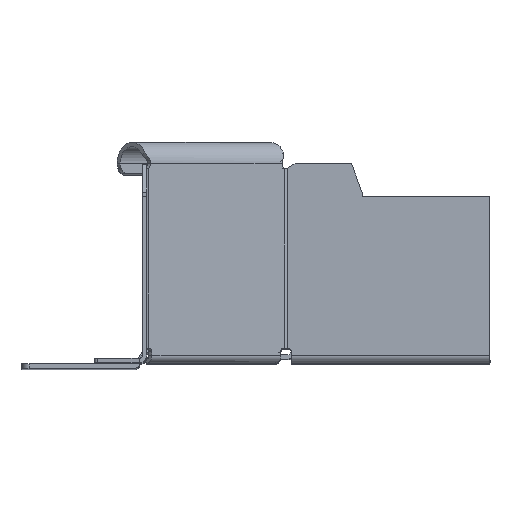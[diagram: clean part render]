
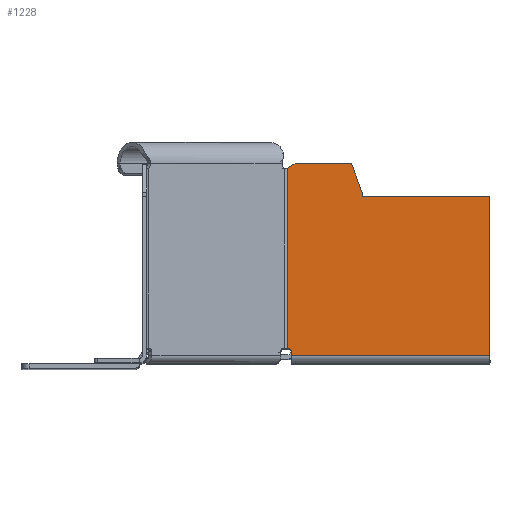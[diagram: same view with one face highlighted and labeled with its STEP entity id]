
A CAD part, top view. The second image highlights one B-rep face of the part: STEP entity #1228.
In plain terms, the highlighted face is planar.
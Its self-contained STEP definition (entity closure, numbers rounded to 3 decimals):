
#50=DIRECTION('',(0.707,0.,-0.707));
#51=VECTOR('',#50,36.5);
#52=CARTESIAN_POINT('',(-56.189,47.5,69.189));
#53=LINE('',#52,#51);
#62=CARTESIAN_POINT('',(-15.456,3.25,28.456));
#63=DIRECTION('',(0.707,0.,0.707));
#64=DIRECTION('',(0.,1.,0.));
#65=AXIS2_PLACEMENT_3D('',#62,#63,#64);
#67=DIRECTION('',(-0.707,0.,0.707));
#68=VECTOR('',#67,0.231);
#69=CARTESIAN_POINT('',(-15.293,4.25,28.293));
#70=LINE('',#69,#68);
#71=DIRECTION('',(0.612,-0.5,-0.612));
#72=VECTOR('',#71,2.58);
#73=CARTESIAN_POINT('',(-16.871,57.,29.871));
#74=LINE('',#73,#72);
#75=CARTESIAN_POINT('',(-28.011,56.5,41.011));
#76=DIRECTION('',(-0.707,0.,-0.707));
#77=DIRECTION('',(-0.664,0.342,0.664));
#78=AXIS2_PLACEMENT_3D('',#75,#76,#77);
#80=DIRECTION('',(0.242,0.94,-0.242));
#81=VECTOR('',#80,8.421);
#82=CARTESIAN_POINT('',(-30.38,48.758,43.38));
#83=LINE('',#82,#81);
#88=DIRECTION('',(0.,-1.,0.));
#89=VECTOR('',#88,1.258);
#90=CARTESIAN_POINT('',(-30.38,48.758,43.38));
#91=LINE('',#90,#89);
#104=DIRECTION('',(-0.707,0.,0.707));
#105=VECTOR('',#104,15.754);
#106=CARTESIAN_POINT('',(-16.871,57.,29.871));
#107=LINE('',#106,#105);
#143=DIRECTION('',(0.,1.,0.));
#144=VECTOR('',#143,51.459);
#145=CARTESIAN_POINT('',(-15.293,4.25,28.293));
#146=LINE('',#145,#144);
#679=DIRECTION('',(0.002,1.,-0.002));
#680=VECTOR('',#679,1.);
#681=CARTESIAN_POINT('',(-16.165,2.25,29.165));
#682=LINE('',#681,#680);
#817=DIRECTION('',(0.,1.,0.));
#818=VECTOR('',#817,45.25);
#819=CARTESIAN_POINT('',(-56.189,2.25,69.189));
#820=LINE('',#819,#818);
#871=DIRECTION('',(0.707,0.,-0.707));
#872=VECTOR('',#871,56.602);
#873=CARTESIAN_POINT('',(-56.189,2.25,69.189));
#874=LINE('',#873,#872);
#895=CARTESIAN_POINT('',(-16.871,57.,29.871));
#896=VERTEX_POINT('',#895);
#897=CARTESIAN_POINT('',(-28.011,57.,41.011));
#898=VERTEX_POINT('',#897);
#937=CARTESIAN_POINT('',(-56.189,2.25,69.189));
#938=CARTESIAN_POINT('',(-16.165,2.25,29.165));
#939=VERTEX_POINT('',#937);
#940=VERTEX_POINT('',#938);
#945=CARTESIAN_POINT('',(-16.163,3.25,29.163));
#946=VERTEX_POINT('',#945);
#951=CARTESIAN_POINT('',(-15.293,4.25,28.293));
#952=CARTESIAN_POINT('',(-15.291,55.709,28.291));
#953=VERTEX_POINT('',#951);
#954=VERTEX_POINT('',#952);
#955=CARTESIAN_POINT('',(-28.343,56.671,41.343));
#956=VERTEX_POINT('',#955);
#957=CARTESIAN_POINT('',(-30.38,48.758,43.38));
#958=VERTEX_POINT('',#957);
#963=CARTESIAN_POINT('',(-15.456,4.25,28.456));
#964=VERTEX_POINT('',#963);
#1091=CARTESIAN_POINT('',(-56.189,47.5,69.189));
#1093=VERTEX_POINT('',#1091);
#1095=CARTESIAN_POINT('',(-30.38,47.5,43.38));
#1097=VERTEX_POINT('',#1095);
#1198=CARTESIAN_POINT('',(-56.189,2.25,69.189));
#1199=DIRECTION('',(-0.707,0.,-0.707));
#1200=DIRECTION('',(-0.707,0.,0.707));
#1201=AXIS2_PLACEMENT_3D('',#1198,#1199,#1200);
#1202=PLANE('',#1201);
#1204=ORIENTED_EDGE('',*,*,#1203,.T.);
#1205=ORIENTED_EDGE('',*,*,#1188,.F.);
#1207=ORIENTED_EDGE('',*,*,#1206,.F.);
#1209=ORIENTED_EDGE('',*,*,#1208,.T.);
#1211=ORIENTED_EDGE('',*,*,#1210,.T.);
#1213=ORIENTED_EDGE('',*,*,#1212,.F.);
#1215=ORIENTED_EDGE('',*,*,#1214,.F.);
#1217=ORIENTED_EDGE('',*,*,#1216,.T.);
#1219=ORIENTED_EDGE('',*,*,#1218,.F.);
#1221=ORIENTED_EDGE('',*,*,#1220,.T.);
#1223=ORIENTED_EDGE('',*,*,#1222,.F.);
#1225=ORIENTED_EDGE('',*,*,#1224,.F.);
#1226=EDGE_LOOP('',(#1204,#1205,#1207,#1209,#1211,#1213,#1215,#1217,#1219,#1221,
#1223,#1225));
#1227=FACE_OUTER_BOUND('',#1226,.F.);
#1228=ADVANCED_FACE('',(#1227),#1202,.T.);
#66=CIRCLE('',#65,1.);
#79=CIRCLE('',#78,0.5);
#1188=EDGE_CURVE('',#1093,#1097,#53,.T.);
#1203=EDGE_CURVE('',#958,#1097,#91,.T.);
#1206=EDGE_CURVE('',#939,#1093,#820,.T.);
#1208=EDGE_CURVE('',#939,#940,#874,.T.);
#1210=EDGE_CURVE('',#940,#946,#682,.T.);
#1212=EDGE_CURVE('',#964,#946,#66,.T.);
#1214=EDGE_CURVE('',#953,#964,#70,.T.);
#1216=EDGE_CURVE('',#953,#954,#146,.T.);
#1218=EDGE_CURVE('',#896,#954,#74,.T.);
#1220=EDGE_CURVE('',#896,#898,#107,.T.);
#1222=EDGE_CURVE('',#956,#898,#79,.T.);
#1224=EDGE_CURVE('',#958,#956,#83,.T.);
